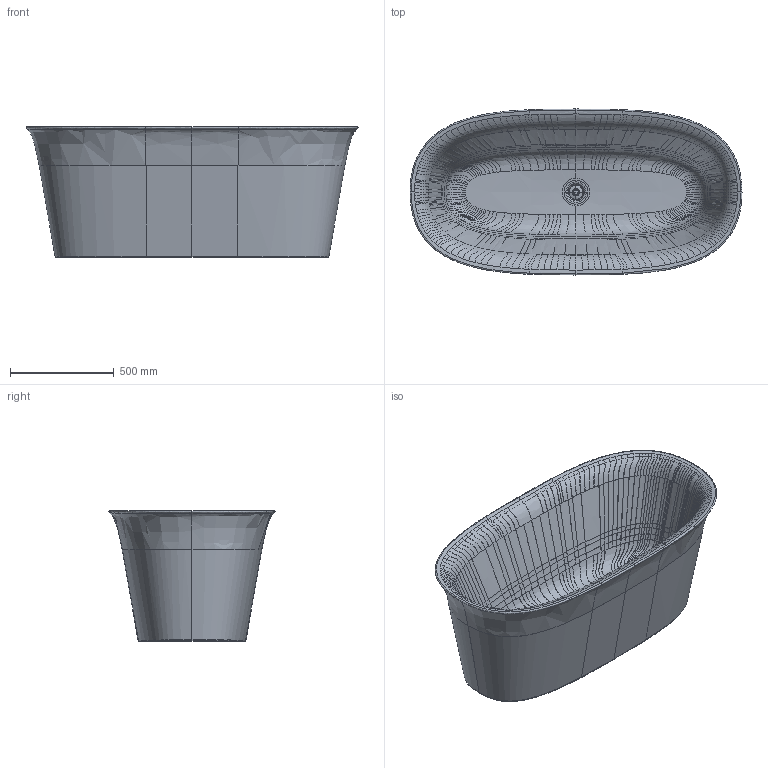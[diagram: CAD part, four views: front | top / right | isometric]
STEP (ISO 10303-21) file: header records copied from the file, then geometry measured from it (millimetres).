
FILE_DESCRIPTION(/* description */ (''),/* implementation_level */ '2;1');
FILE_NAME(/* name */ '700468',/* time_stamp */ '2021-06-22T07:21:07+02:00',/* author */ (''),/* organization */ (''),/* preprocessor_version */ 'ST-DEVELOPER v15',/* originating_system */ '',/* authorisation */ '');
FILE_SCHEMA (('AUTOMOTIVE_DESIGN'));
Length unit declared in the file: millimetre
Products named in the file (1): Document
Bounding box: 1599.94 x 800 x 630 mm (x, y, z)
Volume: 17418051.5 mm3; surface area: 9026634.2 mm2
Topology: 4 solids, 4 shells, 1777 faces, 4781 edges, 3010 vertices
Faces by surface type: bspline 1753, plane 24
Entity records: 143195 total; most frequent: CARTESIAN_POINT 114186, ORIENTED_EDGE 9554, EDGE_CURVE 4777, B_SPLINE_CURVE_WITH_KNOTS 4571, VERTEX_POINT 3010, EDGE_LOOP 1793, ADVANCED_FACE 1777, FACE_OUTER_BOUND 1777
